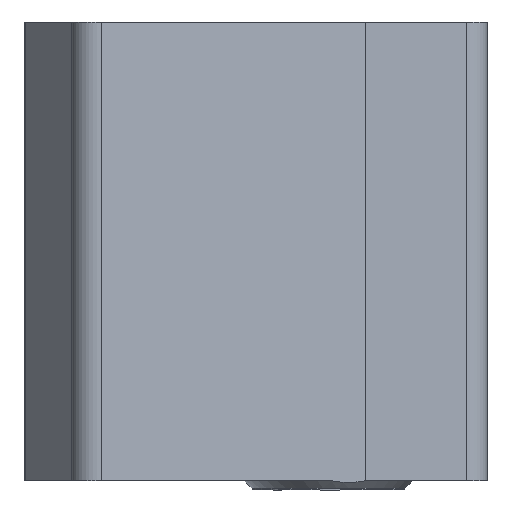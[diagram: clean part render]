
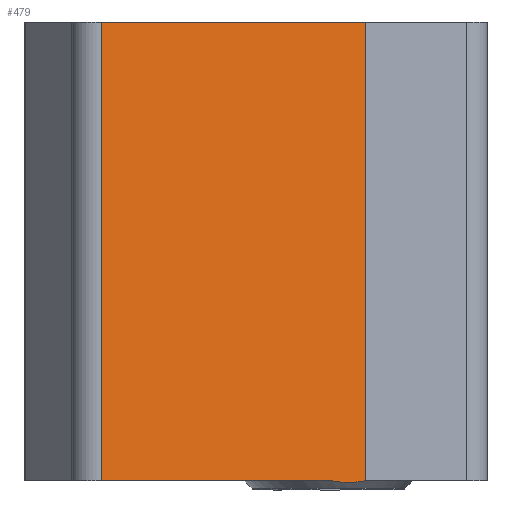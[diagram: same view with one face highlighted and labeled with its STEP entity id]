
A CAD part, front view. The second image highlights one B-rep face of the part: STEP entity #479.
In plain terms, the highlighted planar face has unit normal (0.242, -0.97, 0).
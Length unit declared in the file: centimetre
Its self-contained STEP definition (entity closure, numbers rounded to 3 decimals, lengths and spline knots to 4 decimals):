
#19=LINE('',#700,#73);
#20=LINE('',#703,#74);
#21=LINE('',#704,#75);
#22=LINE('',#705,#76);
#73=VECTOR('',#568,100.);
#74=VECTOR('',#571,100.);
#75=VECTOR('',#572,100.);
#76=VECTOR('',#573,100.);
#127=PLANE('',#515);
#163=FACE_OUTER_BOUND('',#194,.T.);
#194=EDGE_LOOP('',(#354,#355,#356,#357,#358));
#218=(
BOUNDED_CURVE()
B_SPLINE_CURVE(2,(#678,#679,#680),.UNSPECIFIED.,.F.,.F.)
B_SPLINE_CURVE_WITH_KNOTS((3,3),(0.0013,0.0025),
 .UNSPECIFIED.)
CURVE()
GEOMETRIC_REPRESENTATION_ITEM()
RATIONAL_B_SPLINE_CURVE((1.092,1.115,1.092))
REPRESENTATION_ITEM('')
);
#230=VERTEX_POINT('',#675);
#231=VERTEX_POINT('',#676);
#237=VERTEX_POINT('',#694);
#239=VERTEX_POINT('',#698);
#240=VERTEX_POINT('',#702);
#276=EDGE_CURVE('',#231,#230,#218,.T.);
#284=EDGE_CURVE('',#237,#239,#19,.T.);
#285=EDGE_CURVE('',#240,#230,#20,.T.);
#286=EDGE_CURVE('',#237,#240,#21,.T.);
#287=EDGE_CURVE('',#239,#231,#22,.T.);
#354=ORIENTED_EDGE('',*,*,#276,.T.);
#355=ORIENTED_EDGE('',*,*,#285,.F.);
#356=ORIENTED_EDGE('',*,*,#286,.F.);
#357=ORIENTED_EDGE('',*,*,#284,.T.);
#358=ORIENTED_EDGE('',*,*,#287,.T.);
#479=ADVANCED_FACE('',(#163),#127,.T.);
#515=AXIS2_PLACEMENT_3D('',#701,#569,#570);
#568=DIRECTION('',(0.,0.,-1.));
#569=DIRECTION('center_axis',(0.242,-0.97,0.));
#570=DIRECTION('ref_axis',(0.,0.,1.));
#571=DIRECTION('',(0.,0.,-1.));
#572=DIRECTION('',(0.97,0.242,0.));
#573=DIRECTION('',(0.97,0.242,0.));
#675=CARTESIAN_POINT('',(-0.2067,0.0321,-1.5897));
#676=CARTESIAN_POINT('',(-0.3157,0.0049,-1.5897));
#678=CARTESIAN_POINT('Ctrl Pts',(-0.3157,0.0049,
-1.5897));
#679=CARTESIAN_POINT('Ctrl Pts',(-0.2617,0.0184,
-1.601));
#680=CARTESIAN_POINT('Ctrl Pts',(-0.2077,0.0318,
-1.5897));
#694=CARTESIAN_POINT('',(-1.0697,-0.1834,-0.0897));
#698=CARTESIAN_POINT('',(-1.0697,-0.1834,-1.5897));
#700=CARTESIAN_POINT('',(-1.0697,-0.1834,-0.4178));
#701=CARTESIAN_POINT('Origin',(-0.2058,0.0323,-0.3709));
#702=CARTESIAN_POINT('',(-0.2058,0.0323,-0.0897));
#703=CARTESIAN_POINT('',(-0.2058,0.0323,-0.3709));
#704=CARTESIAN_POINT('',(-0.8845,-0.1371,-0.0897));
#705=CARTESIAN_POINT('',(-0.8845,-0.1371,-1.5897));
